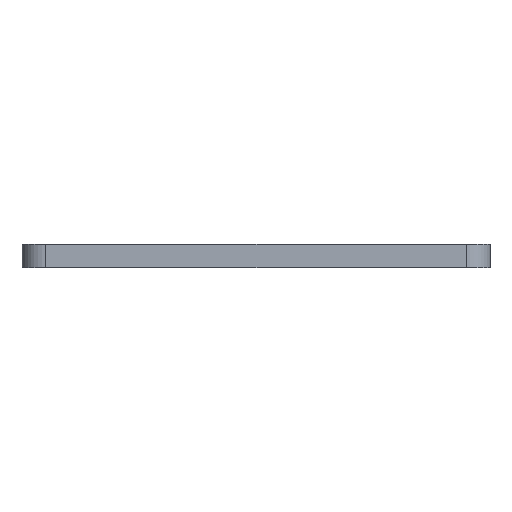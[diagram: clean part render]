
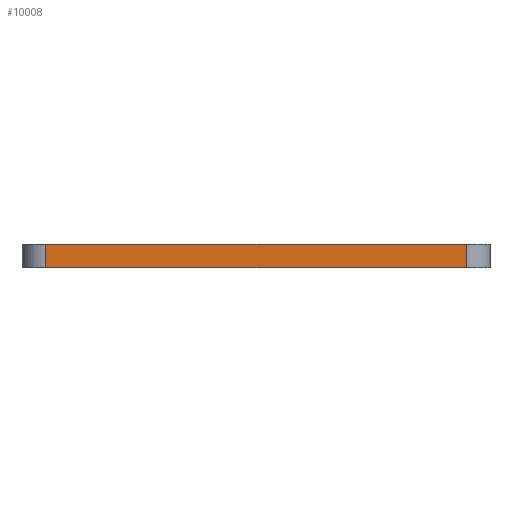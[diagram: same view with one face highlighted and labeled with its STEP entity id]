
A CAD part, left-side view. The second image highlights one B-rep face of the part: STEP entity #10008.
In plain terms, the highlighted planar face has unit normal (-1, 0, 0).
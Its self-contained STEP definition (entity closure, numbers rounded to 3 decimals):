
#1712=FACE_OUTER_BOUND('',#2289,.T.);
#2289=EDGE_LOOP('',(#9266,#9267,#9268,#9269));
#2981=LINE('',#21053,#3737);
#3052=LINE('',#21238,#3808);
#3053=LINE('',#21241,#3809);
#3054=LINE('',#21242,#3810);
#3737=VECTOR('',#11139,10.);
#3808=VECTOR('',#11324,10.);
#3809=VECTOR('',#11327,10.);
#3810=VECTOR('',#11328,10.);
#4753=VERTEX_POINT('',#21050);
#4754=VERTEX_POINT('',#21052);
#4811=VERTEX_POINT('',#21236);
#4812=VERTEX_POINT('',#21240);
#6220=EDGE_CURVE('',#4753,#4754,#2981,.T.);
#6307=EDGE_CURVE('',#4811,#4754,#3052,.T.);
#6308=EDGE_CURVE('',#4812,#4811,#3053,.T.);
#6309=EDGE_CURVE('',#4812,#4753,#3054,.T.);
#9266=ORIENTED_EDGE('',*,*,#6308,.T.);
#9267=ORIENTED_EDGE('',*,*,#6307,.T.);
#9268=ORIENTED_EDGE('',*,*,#6220,.F.);
#9269=ORIENTED_EDGE('',*,*,#6309,.F.);
#9474=PLANE('',#10199);
#10008=ADVANCED_FACE('',(#1712),#9474,.T.);
#10199=AXIS2_PLACEMENT_3D('',#21239,#11325,#11326);
#11139=DIRECTION('',(0.,-1.,0.));
#11324=DIRECTION('',(0.,0.,1.));
#11325=DIRECTION('center_axis',(-1.,0.,0.));
#11326=DIRECTION('ref_axis',(0.,-1.,0.));
#11327=DIRECTION('',(0.,-1.,0.));
#11328=DIRECTION('',(0.,0.,1.));
#21050=CARTESIAN_POINT('',(-42.84,24.015,16.));
#21052=CARTESIAN_POINT('',(-42.84,-28.985,16.));
#21053=CARTESIAN_POINT('',(-42.84,24.015,16.));
#21236=CARTESIAN_POINT('',(-42.84,-28.985,13.));
#21238=CARTESIAN_POINT('',(-42.84,-28.985,13.));
#21239=CARTESIAN_POINT('Origin',(-42.84,24.015,13.));
#21240=CARTESIAN_POINT('',(-42.84,24.015,13.));
#21241=CARTESIAN_POINT('',(-42.84,24.015,13.));
#21242=CARTESIAN_POINT('',(-42.84,24.015,13.));
